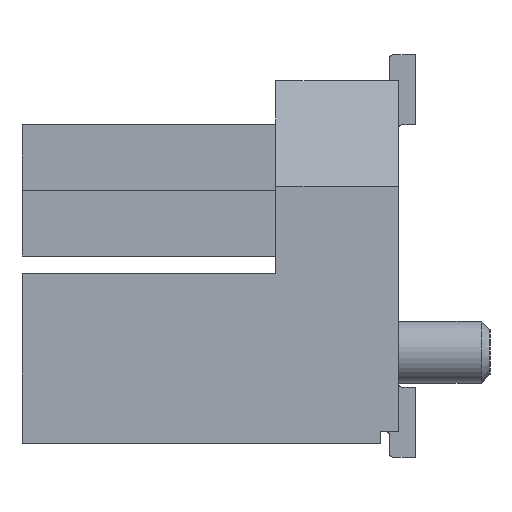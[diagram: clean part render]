
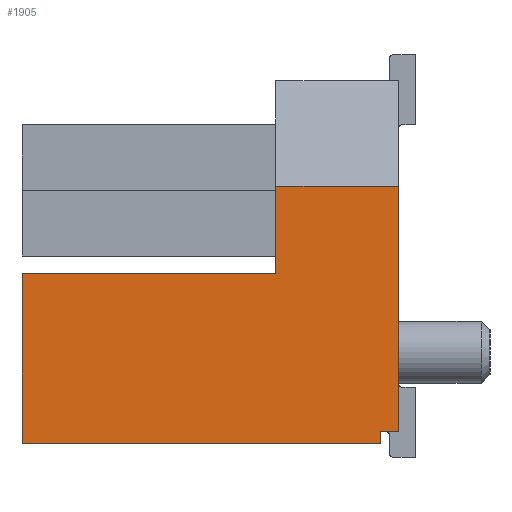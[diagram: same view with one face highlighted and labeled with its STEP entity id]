
A CAD part, left-side view. The second image highlights one B-rep face of the part: STEP entity #1905.
In plain terms, the highlighted planar face has unit normal (-1, 0, 0).
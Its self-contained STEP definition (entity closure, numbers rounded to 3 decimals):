
#1905 = ADVANCED_FACE( '', ( #4844 ), #4845, .F. );
#4844 = FACE_OUTER_BOUND( '', #8828, .T. );
#4845 = PLANE( '', #8829 );
#8828 = EDGE_LOOP( '', ( #14669, #14670, #14671, #14672, #14673, #14674, #14675, #14676 ) );
#8829 = AXIS2_PLACEMENT_3D( '', #14677, #14678, #14679 );
#14669 = ORIENTED_EDGE( '', *, *, #26870, .F. );
#14670 = ORIENTED_EDGE( '', *, *, #26871, .F. );
#14671 = ORIENTED_EDGE( '', *, *, #25796, .T. );
#14672 = ORIENTED_EDGE( '', *, *, #25622, .F. );
#14673 = ORIENTED_EDGE( '', *, *, #26872, .F. );
#14674 = ORIENTED_EDGE( '', *, *, #26873, .F. );
#14675 = ORIENTED_EDGE( '', *, *, #26874, .F. );
#14676 = ORIENTED_EDGE( '', *, *, #26875, .T. );
#14677 = CARTESIAN_POINT( '', ( -8.723, 1.4, -2.14 ) );
#14678 = DIRECTION( '', ( 1., 0., 0. ) );
#14679 = DIRECTION( '', ( 0., 0., -1. ) );
#25622 = EDGE_CURVE( '', #31251, #31246, #31253, .T. );
#25796 = EDGE_CURVE( '', #31575, #31246, #31576, .T. );
#26870 = EDGE_CURVE( '', #33403, #33404, #33405, .T. );
#26871 = EDGE_CURVE( '', #31575, #33403, #33406, .T. );
#26872 = EDGE_CURVE( '', #33407, #31251, #33408, .T. );
#26873 = EDGE_CURVE( '', #33409, #33407, #33410, .T. );
#26874 = EDGE_CURVE( '', #33411, #33409, #33412, .T. );
#26875 = EDGE_CURVE( '', #33411, #33404, #33413, .T. );
#31246 = VERTEX_POINT( '', #39417 );
#31251 = VERTEX_POINT( '', #39424 );
#31253 = LINE( '', #39427, #39428 );
#31575 = VERTEX_POINT( '', #39899 );
#31576 = LINE( '', #39900, #39901 );
#33403 = VERTEX_POINT( '', #42501 );
#33404 = VERTEX_POINT( '', #42502 );
#33405 = LINE( '', #42503, #42504 );
#33406 = LINE( '', #42505, #42506 );
#33407 = VERTEX_POINT( '', #42507 );
#33408 = LINE( '', #42508, #42509 );
#33409 = VERTEX_POINT( '', #42510 );
#33410 = LINE( '', #42511, #42512 );
#33411 = VERTEX_POINT( '', #42513 );
#33412 = LINE( '', #42514, #42515 );
#33413 = LINE( '', #42516, #42517 );
#39417 = CARTESIAN_POINT( '', ( -8.723, 0., 0.798 ) );
#39424 = CARTESIAN_POINT( '', ( -8.723, 1.4, 0.798 ) );
#39427 = CARTESIAN_POINT( '', ( -8.723, 1.4, 0.798 ) );
#39428 = VECTOR( '', #50001, 1000. );
#39899 = CARTESIAN_POINT( '', ( -8.723, 0., -2. ) );
#39900 = CARTESIAN_POINT( '', ( -8.723, 0., -2.14 ) );
#39901 = VECTOR( '', #50169, 1000. );
#42501 = CARTESIAN_POINT( '', ( -8.723, 0.2, -2. ) );
#42502 = CARTESIAN_POINT( '', ( -8.723, 0.2, -2.14 ) );
#42503 = CARTESIAN_POINT( '', ( -8.723, 0.2, -2.14 ) );
#42504 = VECTOR( '', #51279, 1000. );
#42505 = CARTESIAN_POINT( '', ( -8.723, 1.4, -2. ) );
#42506 = VECTOR( '', #51280, 1000. );
#42507 = CARTESIAN_POINT( '', ( -8.723, 1.4, -0.2 ) );
#42508 = CARTESIAN_POINT( '', ( -8.723, 1.4, -2.14 ) );
#42509 = VECTOR( '', #51281, 1000. );
#42510 = CARTESIAN_POINT( '', ( -8.723, 4.3, -0.2 ) );
#42511 = CARTESIAN_POINT( '', ( -8.723, 4.3, -0.2 ) );
#42512 = VECTOR( '', #51282, 1000. );
#42513 = CARTESIAN_POINT( '', ( -8.723, 4.3, -2.14 ) );
#42514 = CARTESIAN_POINT( '', ( -8.723, 4.3, -2.14 ) );
#42515 = VECTOR( '', #51283, 1000. );
#42516 = CARTESIAN_POINT( '', ( -8.723, 1.4, -2.14 ) );
#42517 = VECTOR( '', #51284, 1000. );
#50001 = DIRECTION( '', ( 0., -1., 0. ) );
#50169 = DIRECTION( '', ( 0., 0., 1. ) );
#51279 = DIRECTION( '', ( 0., 0., -1. ) );
#51280 = DIRECTION( '', ( 0., 1., 0. ) );
#51281 = DIRECTION( '', ( 0., 0., 1. ) );
#51282 = DIRECTION( '', ( 0., -1., 0. ) );
#51283 = DIRECTION( '', ( 0., 0., 1. ) );
#51284 = DIRECTION( '', ( 0., -1., 0. ) );
